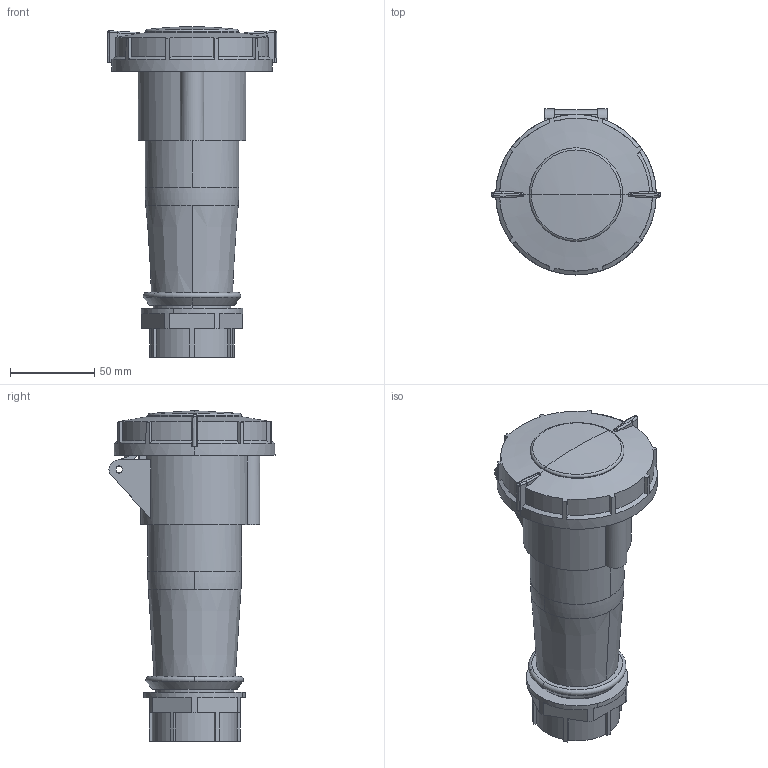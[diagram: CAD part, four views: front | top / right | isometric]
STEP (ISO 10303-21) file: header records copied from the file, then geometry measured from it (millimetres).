
FILE_DESCRIPTION (( 'STEP AP214' ), '1' );
FILE_NAME ('PSR21-032-3-0-67 Ðîçåòêà ïåð. ÑÑÈ-2232 32À-6÷ 220Â 2P+PE IP67 IEK.STEP', '2025-12-30T07:28:20', ( '' ), ( '' ), 'SwSTEP 2.0', 'SolidWorks 2022', '' );
FILE_SCHEMA (( 'AUTOMOTIVE_DESIGN' ));
Length unit declared in the file: millimetre
Products named in the file (1): PSR21-032-3-0-67 Розетка пер. ССИ-2232 32А-6ч 220В 2P+PE IP67 IEK
Bounding box: 100.83 x 98.7 x 196.5 mm (x, y, z)
Volume: 372929.4 mm3; surface area: 122711.6 mm2
Topology: 2 solids, 2 shells, 499 faces, 1407 edges, 939 vertices
Faces by surface type: plane 259, cylinder 143, cone 59, sphere 15, bspline 12, torus 11
Entity records: 18109 total; most frequent: CARTESIAN_POINT 5333, ORIENTED_EDGE 2810, DIRECTION 2510, EDGE_CURVE 1405, VERTEX_POINT 939, AXIS2_PLACEMENT_3D 908, VECTOR 694, LINE 694
